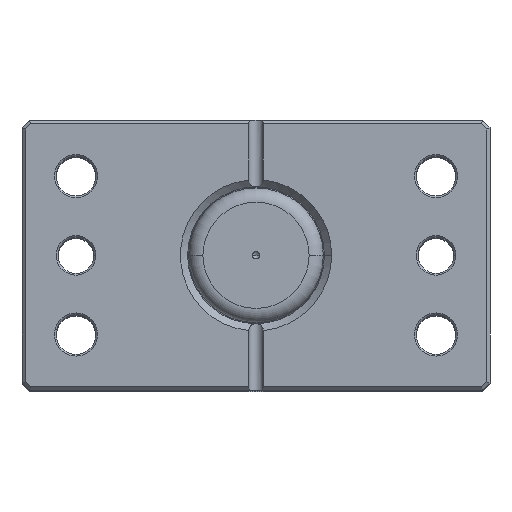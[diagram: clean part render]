
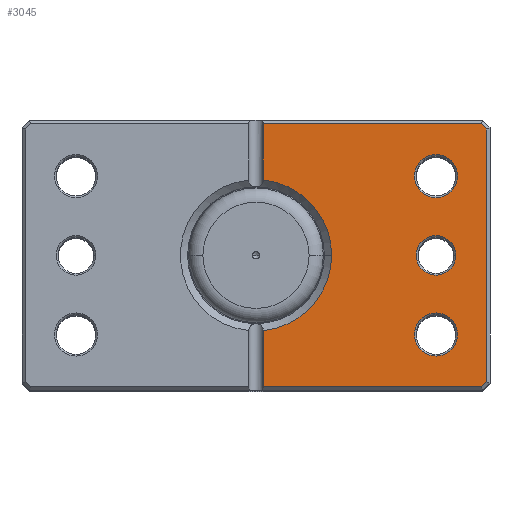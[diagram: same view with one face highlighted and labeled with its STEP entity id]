
A CAD part, top view. The second image highlights one B-rep face of the part: STEP entity #3045.
In plain terms, the highlighted face is planar.
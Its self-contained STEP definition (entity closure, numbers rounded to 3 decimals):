
#101 = CARTESIAN_POINT ( 'NONE',  ( -2., 20.905, 0. ) ) ;
#128 = CARTESIAN_POINT ( 'NONE',  ( 0., -36.5, 0. ) ) ;
#149 = DIRECTION ( 'NONE',  ( -1., 0., 0. ) ) ;
#262 = VERTEX_POINT ( 'NONE', #5814 ) ;
#281 = ORIENTED_EDGE ( 'NONE', *, *, #4794, .T. ) ;
#283 = DIRECTION ( 'NONE',  ( 0., 0., 1. ) ) ;
#457 = CARTESIAN_POINT ( 'NONE',  ( -50., 22., 0. ) ) ;
#505 = DIRECTION ( 'NONE',  ( 1., 0., 0. ) ) ;
#603 = LINE ( 'NONE', #6526, #608 ) ;
#608 = VECTOR ( 'NONE', #1735, 1000. ) ;
#624 = VERTEX_POINT ( 'NONE', #6498 ) ;
#633 = ORIENTED_EDGE ( 'NONE', *, *, #5399, .T. ) ;
#735 = ORIENTED_EDGE ( 'NONE', *, *, #1267, .T. ) ;
#754 = DIRECTION ( 'NONE',  ( 0., 0., 1. ) ) ;
#785 = EDGE_CURVE ( 'NONE', #1619, #3014, #4360, .T. ) ;
#793 = CARTESIAN_POINT ( 'NONE',  ( -21., 0., 0. ) ) ;
#794 = EDGE_LOOP ( 'NONE', ( #1947, #4111, #4271, #6695, #5178, #633, #2448, #4213, #3489 ) ) ;
#1001 = EDGE_CURVE ( 'NONE', #6903, #1313, #2096, .T. ) ;
#1051 = VERTEX_POINT ( 'NONE', #793 ) ;
#1096 = DIRECTION ( 'NONE',  ( 1., 0., 0. ) ) ;
#1104 = DIRECTION ( 'NONE',  ( 0., 0., 1. ) ) ;
#1113 = CARTESIAN_POINT ( 'NONE',  ( -50., 0., 0. ) ) ;
#1131 = DIRECTION ( 'NONE',  ( 1., 0., 0. ) ) ;
#1157 = DIRECTION ( 'NONE',  ( 0., 0., 1. ) ) ;
#1166 = CARTESIAN_POINT ( 'NONE',  ( -50., -22., 0. ) ) ;
#1179 = VERTEX_POINT ( 'NONE', #4327 ) ;
#1267 = EDGE_CURVE ( 'NONE', #5982, #624, #3540, .T. ) ;
#1313 = VERTEX_POINT ( 'NONE', #2651 ) ;
#1351 = CARTESIAN_POINT ( 'NONE',  ( -2., 37.5, 0. ) ) ;
#1362 = DIRECTION ( 'NONE',  ( 0., -1., 0. ) ) ;
#1380 = CIRCLE ( 'NONE', #4466, 21. ) ;
#1421 = CARTESIAN_POINT ( 'NONE',  ( -64., 35.086, 0. ) ) ;
#1619 = VERTEX_POINT ( 'NONE', #2880 ) ;
#1735 = DIRECTION ( 'NONE',  ( 0., 1., 0. ) ) ;
#1737 = DIRECTION ( 'NONE',  ( 1., 0., 0. ) ) ;
#1742 = EDGE_LOOP ( 'NONE', ( #4745, #3324 ) ) ;
#1748 = DIRECTION ( 'NONE',  ( 0., 0., 1. ) ) ;
#1755 = LINE ( 'NONE', #128, #1844 ) ;
#1760 = CARTESIAN_POINT ( 'NONE',  ( -50., -22., 0. ) ) ;
#1844 = VECTOR ( 'NONE', #149, 1000. ) ;
#1922 = EDGE_CURVE ( 'NONE', #624, #5982, #4199, .T. ) ;
#1947 = ORIENTED_EDGE ( 'NONE', *, *, #5109, .T. ) ;
#2024 = ORIENTED_EDGE ( 'NONE', *, *, #1922, .T. ) ;
#2082 = EDGE_CURVE ( 'NONE', #5026, #3776, #5431, .T. ) ;
#2096 = CIRCLE ( 'NONE', #5023, 5.5 ) ;
#2103 = VERTEX_POINT ( 'NONE', #1421 ) ;
#2105 = AXIS2_PLACEMENT_3D ( 'NONE', #457, #754, #505 ) ;
#2333 = EDGE_CURVE ( 'NONE', #2103, #1619, #4901, .T. ) ;
#2448 = ORIENTED_EDGE ( 'NONE', *, *, #4269, .T. ) ;
#2536 = VERTEX_POINT ( 'NONE', #4420 ) ;
#2539 = CIRCLE ( 'NONE', #4558, 5.5 ) ;
#2593 = ORIENTED_EDGE ( 'NONE', *, *, #1001, .T. ) ;
#2651 = CARTESIAN_POINT ( 'NONE',  ( -44.5, 0., 0. ) ) ;
#2764 = DIRECTION ( 'NONE',  ( 1., 0., 0. ) ) ;
#2880 = CARTESIAN_POINT ( 'NONE',  ( -62.586, 36.5, 0. ) ) ;
#2881 = DIRECTION ( 'NONE',  ( 1., 0., 0. ) ) ;
#2925 = DIRECTION ( 'NONE',  ( -0.707, 0.707, 0. ) ) ;
#3014 = VERTEX_POINT ( 'NONE', #5623 ) ;
#3045 = ADVANCED_FACE ( 'NONE', ( #4929, #5715, #6872, #4393 ), #6048, .F. ) ;
#3201 = LINE ( 'NONE', #5744, #3326 ) ;
#3256 = CARTESIAN_POINT ( 'NONE',  ( -50., 22., 0. ) ) ;
#3257 = DIRECTION ( 'NONE',  ( 0., 0., 1. ) ) ;
#3312 = CARTESIAN_POINT ( 'NONE',  ( -50., 0., 0. ) ) ;
#3324 = ORIENTED_EDGE ( 'NONE', *, *, #5597, .T. ) ;
#3326 = VECTOR ( 'NONE', #5779, 1000. ) ;
#3366 = EDGE_CURVE ( 'NONE', #5904, #1051, #4868, .T. ) ;
#3401 = CARTESIAN_POINT ( 'NONE',  ( -49.543, -49.543, 0. ) ) ;
#3489 = ORIENTED_EDGE ( 'NONE', *, *, #785, .T. ) ;
#3540 = CIRCLE ( 'NONE', #4326, 6. ) ;
#3776 = VERTEX_POINT ( 'NONE', #3795 ) ;
#3795 = CARTESIAN_POINT ( 'NONE',  ( -2., -36.5, 0. ) ) ;
#3830 = VECTOR ( 'NONE', #2925, 1000. ) ;
#3865 = CARTESIAN_POINT ( 'NONE',  ( 0., 36.5, 0. ) ) ;
#3947 = CARTESIAN_POINT ( 'NONE',  ( -49.543, 49.543, 0. ) ) ;
#3975 = VECTOR ( 'NONE', #1362, 1000. ) ;
#4026 = CARTESIAN_POINT ( 'NONE',  ( -62.586, -36.5, 0. ) ) ;
#4037 = LINE ( 'NONE', #3401, #3830 ) ;
#4111 = ORIENTED_EDGE ( 'NONE', *, *, #3366, .T. ) ;
#4199 = CIRCLE ( 'NONE', #2105, 6. ) ;
#4213 = ORIENTED_EDGE ( 'NONE', *, *, #2333, .T. ) ;
#4269 = EDGE_CURVE ( 'NONE', #1179, #2103, #603, .T. ) ;
#4271 = ORIENTED_EDGE ( 'NONE', *, *, #4473, .T. ) ;
#4326 = AXIS2_PLACEMENT_3D ( 'NONE', #3256, #283, #5447 ) ;
#4327 = CARTESIAN_POINT ( 'NONE',  ( -64., -35.086, 0. ) ) ;
#4360 = LINE ( 'NONE', #3865, #6889 ) ;
#4393 = FACE_OUTER_BOUND ( 'NONE', #794, .T. ) ;
#4396 = EDGE_LOOP ( 'NONE', ( #2024, #735 ) ) ;
#4420 = CARTESIAN_POINT ( 'NONE',  ( -56., -22., 0. ) ) ;
#4466 = AXIS2_PLACEMENT_3D ( 'NONE', #5349, #5329, #5304 ) ;
#4473 = EDGE_CURVE ( 'NONE', #1051, #5026, #1380, .T. ) ;
#4484 = CIRCLE ( 'NONE', #5508, 6. ) ;
#4558 = AXIS2_PLACEMENT_3D ( 'NONE', #3312, #3257, #2764 ) ;
#4598 = EDGE_CURVE ( 'NONE', #3776, #5305, #1755, .T. ) ;
#4663 = CIRCLE ( 'NONE', #6393, 6. ) ;
#4687 = AXIS2_PLACEMENT_3D ( 'NONE', #6621, #5975, #5947 ) ;
#4745 = ORIENTED_EDGE ( 'NONE', *, *, #5698, .T. ) ;
#4794 = EDGE_CURVE ( 'NONE', #1313, #6903, #2539, .T. ) ;
#4868 = CIRCLE ( 'NONE', #5262, 21. ) ;
#4901 = LINE ( 'NONE', #3947, #5494 ) ;
#4929 = FACE_BOUND ( 'NONE', #5861, .T. ) ;
#5023 = AXIS2_PLACEMENT_3D ( 'NONE', #1113, #1104, #1096 ) ;
#5026 = VERTEX_POINT ( 'NONE', #6560 ) ;
#5109 = EDGE_CURVE ( 'NONE', #3014, #5904, #3201, .T. ) ;
#5178 = ORIENTED_EDGE ( 'NONE', *, *, #4598, .T. ) ;
#5262 = AXIS2_PLACEMENT_3D ( 'NONE', #6466, #5967, #5940 ) ;
#5304 = DIRECTION ( 'NONE',  ( 1., 0., 0. ) ) ;
#5305 = VERTEX_POINT ( 'NONE', #4026 ) ;
#5329 = DIRECTION ( 'NONE',  ( 0., 0., 1. ) ) ;
#5349 = CARTESIAN_POINT ( 'NONE',  ( 0., 0., 0. ) ) ;
#5399 = EDGE_CURVE ( 'NONE', #5305, #1179, #4037, .T. ) ;
#5431 = LINE ( 'NONE', #1351, #3975 ) ;
#5447 = DIRECTION ( 'NONE',  ( 1., 0., 0. ) ) ;
#5494 = VECTOR ( 'NONE', #5819, 1000. ) ;
#5508 = AXIS2_PLACEMENT_3D ( 'NONE', #1760, #1748, #1737 ) ;
#5597 = EDGE_CURVE ( 'NONE', #262, #2536, #4484, .T. ) ;
#5623 = CARTESIAN_POINT ( 'NONE',  ( -2., 36.5, 0. ) ) ;
#5698 = EDGE_CURVE ( 'NONE', #2536, #262, #4663, .T. ) ;
#5715 = FACE_BOUND ( 'NONE', #1742, .T. ) ;
#5744 = CARTESIAN_POINT ( 'NONE',  ( -2., 37.5, 0. ) ) ;
#5779 = DIRECTION ( 'NONE',  ( 0., -1., 0. ) ) ;
#5814 = CARTESIAN_POINT ( 'NONE',  ( -44., -22., 0. ) ) ;
#5819 = DIRECTION ( 'NONE',  ( 0.707, 0.707, 0. ) ) ;
#5861 = EDGE_LOOP ( 'NONE', ( #2593, #281 ) ) ;
#5904 = VERTEX_POINT ( 'NONE', #101 ) ;
#5940 = DIRECTION ( 'NONE',  ( 1., 0., 0. ) ) ;
#5947 = DIRECTION ( 'NONE',  ( 1., 0., 0. ) ) ;
#5967 = DIRECTION ( 'NONE',  ( 0., 0., 1. ) ) ;
#5975 = DIRECTION ( 'NONE',  ( 0., 0., 1. ) ) ;
#5982 = VERTEX_POINT ( 'NONE', #6206 ) ;
#6048 = PLANE ( 'NONE',  #4687 ) ;
#6206 = CARTESIAN_POINT ( 'NONE',  ( -44., 22., 0. ) ) ;
#6309 = CARTESIAN_POINT ( 'NONE',  ( -55.5, 0., 0. ) ) ;
#6393 = AXIS2_PLACEMENT_3D ( 'NONE', #1166, #1157, #1131 ) ;
#6466 = CARTESIAN_POINT ( 'NONE',  ( 0., 0., 0. ) ) ;
#6498 = CARTESIAN_POINT ( 'NONE',  ( -56., 22., 0. ) ) ;
#6526 = CARTESIAN_POINT ( 'NONE',  ( -64., 0., 0. ) ) ;
#6560 = CARTESIAN_POINT ( 'NONE',  ( -2., -20.905, 0. ) ) ;
#6621 = CARTESIAN_POINT ( 'NONE',  ( 0., 0., 0. ) ) ;
#6695 = ORIENTED_EDGE ( 'NONE', *, *, #2082, .T. ) ;
#6872 = FACE_BOUND ( 'NONE', #4396, .T. ) ;
#6889 = VECTOR ( 'NONE', #2881, 1000. ) ;
#6903 = VERTEX_POINT ( 'NONE', #6309 ) ;
